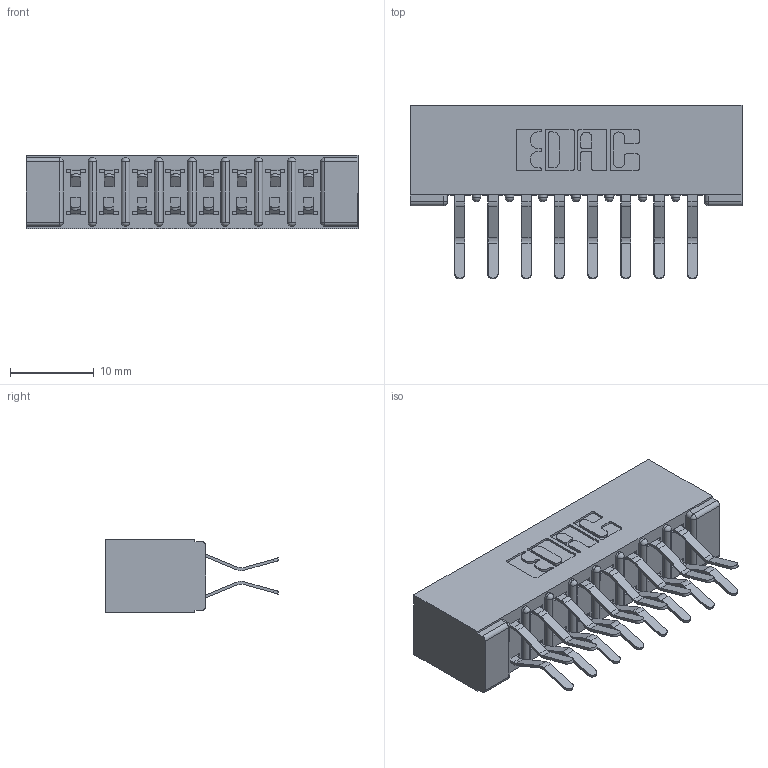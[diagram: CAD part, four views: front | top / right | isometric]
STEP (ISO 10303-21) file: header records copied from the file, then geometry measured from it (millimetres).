
FILE_DESCRIPTION (( 'STEP AP203' ), '1' );
FILE_NAME ('357-016-560-201.STEP', '2019-09-17T19:31:49', ( '' ), ( '' ), 'SwSTEP 2.0', 'SolidWorks 2016', '' );
FILE_SCHEMA (( 'CONFIG_CONTROL_DESIGN' ));
Length unit declared in the file: inch
Products named in the file (3): 307-290-001_560; 357-016-560-201; 307 Part_No Mounting Lugs
Assembly tree (17 placements, depth 2):
  357-016-560-201
    307 Part_No Mounting Lugs
    307-290-001_560  x16
Bounding box: 39.57 x 20.73 x 8.71 mm (x, y, z)
Volume: 2843.1 mm3; surface area: 4883.4 mm2
Topology: 17 solids, 17 shells, 919 faces, 2571 edges, 1666 vertices
Faces by surface type: plane 594, cylinder 307, sphere 18
Entity records: 11132 total; most frequent: CARTESIAN_POINT 1828, ORIENTED_EDGE 1806, DIRECTION 1805, EDGE_CURVE 903, LINE 679, VECTOR 679, VERTEX_POINT 586, AXIS2_PLACEMENT_3D 563
